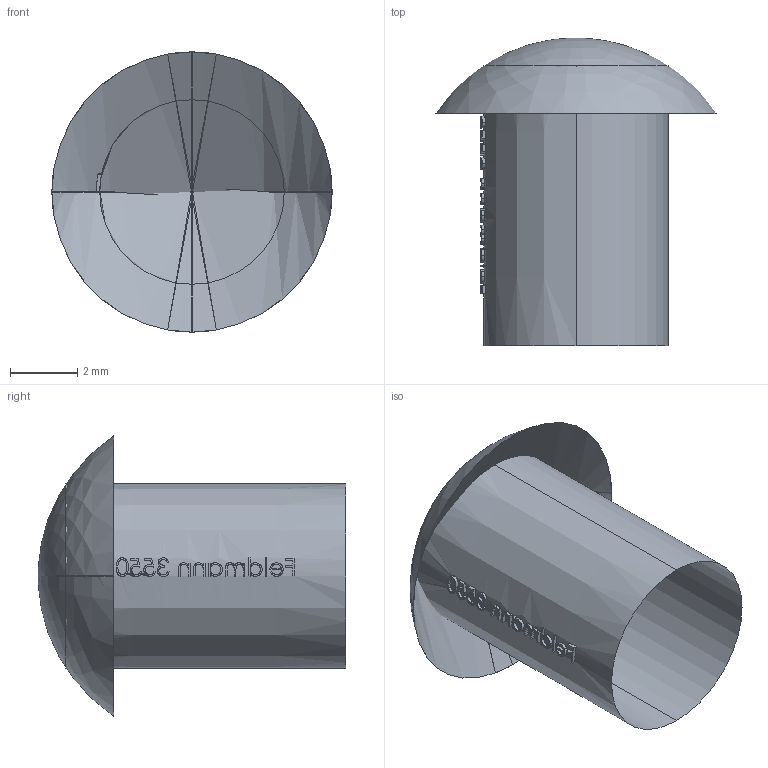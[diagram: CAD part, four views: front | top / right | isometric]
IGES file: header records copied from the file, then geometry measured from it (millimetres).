
Start section: SolidWorks IGES file using analytic representation for surfaces
Global section: file name: 3550.igs; native system: SolidWorks 2015; preprocessor: SolidWorks 2015; author: Christian; date: 200528.113806; units: millimetre
Bounding box: 8.35 x 9.18 x 8.35 mm (x, y, z)
Surface area: 289.9 mm2 (no closed solid volume)
Topology: 0 solids, 0 shells, 176 faces, 1900 edges, 1900 vertices
Faces by surface type: bspline 156, revolution 20
